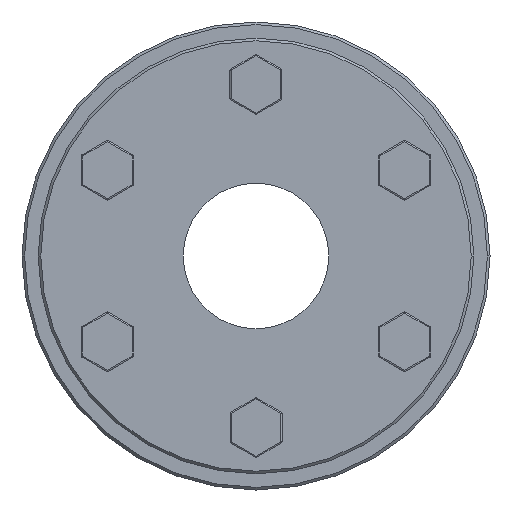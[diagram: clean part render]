
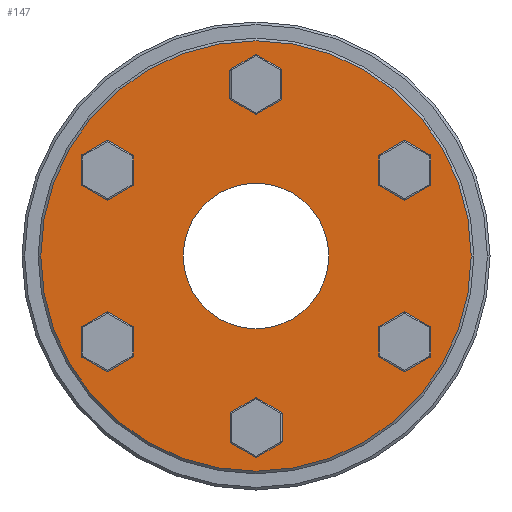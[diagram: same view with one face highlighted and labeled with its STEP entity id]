
A CAD part, left-side view. The second image highlights one B-rep face of the part: STEP entity #147.
In plain terms, the highlighted planar face has unit normal (-1, 0, 0).
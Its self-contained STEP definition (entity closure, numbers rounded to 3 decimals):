
#147 = ADVANCED_FACE ( 'NONE', ( #5901, #5904 ), #5480, .T. ) ;
#880 = VERTEX_POINT ( 'NONE', #5553 ) ;
#884 = VERTEX_POINT ( 'NONE', #5557 ) ;
#1054 = EDGE_LOOP ( 'NONE', ( #1773, #1774 ) ) ;
#1071 = EDGE_LOOP ( 'NONE', ( #1775, #1776 ) ) ;
#1480 = EDGE_CURVE ( 'NONE', #15989, #15988, #8197, .T. ) ;
#1487 = EDGE_CURVE ( 'NONE', #884, #880, #8204, .T. ) ;
#1773 = ORIENTED_EDGE ( 'NONE', *, *, #1487, .T. ) ;
#1774 = ORIENTED_EDGE ( 'NONE', *, *, #16097, .T. ) ;
#1775 = ORIENTED_EDGE ( 'NONE', *, *, #16118, .T. ) ;
#1776 = ORIENTED_EDGE ( 'NONE', *, *, #1480, .T. ) ;
#5479 = CARTESIAN_POINT ( 'NONE',  ( -51., 14., 0. ) ) ;
#5480 = PLANE ( 'NONE',  #6448 ) ;
#5482 = DIRECTION ( 'NONE',  ( -1., 0., 0. ) ) ;
#5483 = DIRECTION ( 'NONE',  ( 0., -1., 0. ) ) ;
#5553 = CARTESIAN_POINT ( 'NONE',  ( -51., -41.386, 0. ) ) ;
#5557 = CARTESIAN_POINT ( 'NONE',  ( -51., 41.386, 0. ) ) ;
#5901 = FACE_OUTER_BOUND ( 'NONE', #1054, .T. ) ;
#5904 = FACE_BOUND ( 'NONE', #1071, .T. ) ;
#6448 = AXIS2_PLACEMENT_3D ( 'NONE', #5479, #5482, #5483 ) ;
#6710 = AXIS2_PLACEMENT_3D ( 'NONE', #7648, #7651, #7652 ) ;
#6716 = AXIS2_PLACEMENT_3D ( 'NONE', #7669, #7670, #7671 ) ;
#7648 = CARTESIAN_POINT ( 'NONE',  ( -51., 0., 0. ) ) ;
#7651 = DIRECTION ( 'NONE',  ( 1., 0., 0. ) ) ;
#7652 = DIRECTION ( 'NONE',  ( 0., 1., 0. ) ) ;
#7669 = CARTESIAN_POINT ( 'NONE',  ( -51., 0., 0. ) ) ;
#7670 = DIRECTION ( 'NONE',  ( -1., 0., 0. ) ) ;
#7671 = DIRECTION ( 'NONE',  ( 0., -1., 0. ) ) ;
#8197 = CIRCLE ( 'NONE', #6710, 14. ) ;
#8204 = CIRCLE ( 'NONE', #6716, 41.386 ) ;
#14576 = AXIS2_PLACEMENT_3D ( 'NONE', #15379, #15380, #15381 ) ;
#14588 = AXIS2_PLACEMENT_3D ( 'NONE', #15420, #15433, #15434 ) ;
#14870 = CIRCLE ( 'NONE', #14576, 41.386 ) ;
#14902 = CIRCLE ( 'NONE', #14588, 14. ) ;
#15250 = CARTESIAN_POINT ( 'NONE',  ( -51., 14., 0. ) ) ;
#15251 = CARTESIAN_POINT ( 'NONE',  ( -51., -14., 0. ) ) ;
#15379 = CARTESIAN_POINT ( 'NONE',  ( -51., 0., 0. ) ) ;
#15380 = DIRECTION ( 'NONE',  ( -1., 0., 0. ) ) ;
#15381 = DIRECTION ( 'NONE',  ( 0., -1., 0. ) ) ;
#15420 = CARTESIAN_POINT ( 'NONE',  ( -51., 0., 0. ) ) ;
#15433 = DIRECTION ( 'NONE',  ( 1., 0., 0. ) ) ;
#15434 = DIRECTION ( 'NONE',  ( 0., 1., 0. ) ) ;
#15988 = VERTEX_POINT ( 'NONE', #15250 ) ;
#15989 = VERTEX_POINT ( 'NONE', #15251 ) ;
#16097 = EDGE_CURVE ( 'NONE', #880, #884, #14870, .T. ) ;
#16118 = EDGE_CURVE ( 'NONE', #15988, #15989, #14902, .T. ) ;
